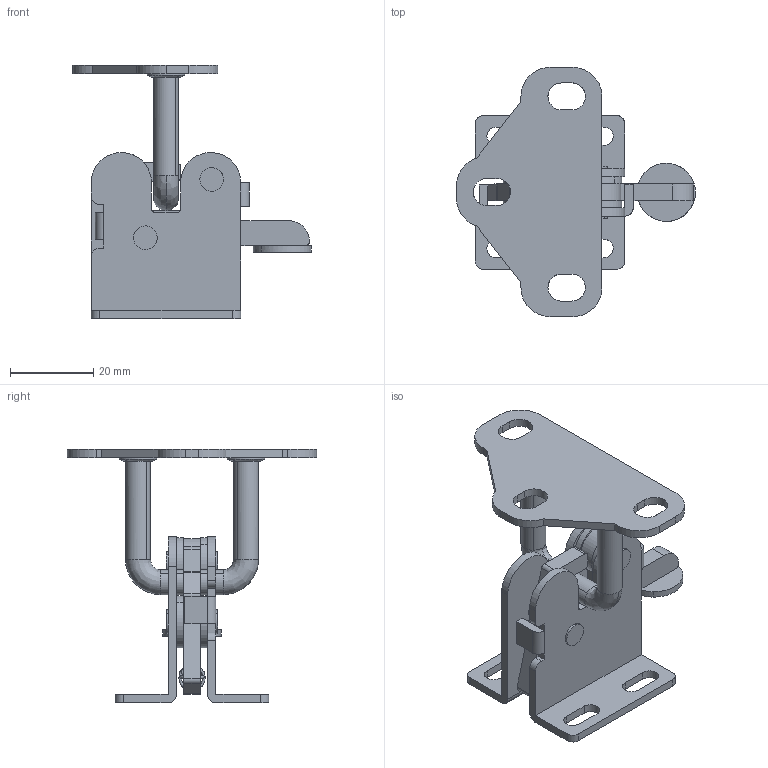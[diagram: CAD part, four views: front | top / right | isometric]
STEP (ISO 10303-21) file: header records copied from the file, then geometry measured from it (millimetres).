
FILE_DESCRIPTION((''),'2;1');
FILE_NAME('','2012-08-22T09:35:23',(''),(''),'','CADfix','');
FILE_SCHEMA(('AUTOMOTIVE_DESIGN { 1 0 10303 214 1 1 1 1 }'));
Length unit declared in the file: millimetre
Bounding box: 57.5 x 60 x 61 mm (x, y, z)
Volume: 16338.7 mm3; surface area: 17082 mm2
Topology: 6 solids, 6 shells, 266 faces, 969 edges, 737 vertices
Faces by surface type: bspline 266
Entity records: 17022 total; most frequent: CARTESIAN_POINT 11293, ORIENTED_EDGE 1938, EDGE_CURVE 969, VERTEX_POINT 737, B_SPLINE_CURVE_WITH_KNOTS 619, QUASI_UNIFORM_CURVE 350, EDGE_LOOP 316, FACE_OUTER_BOUND 266
